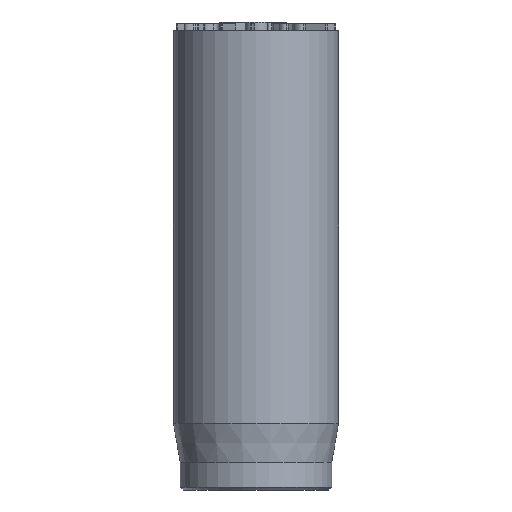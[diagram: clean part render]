
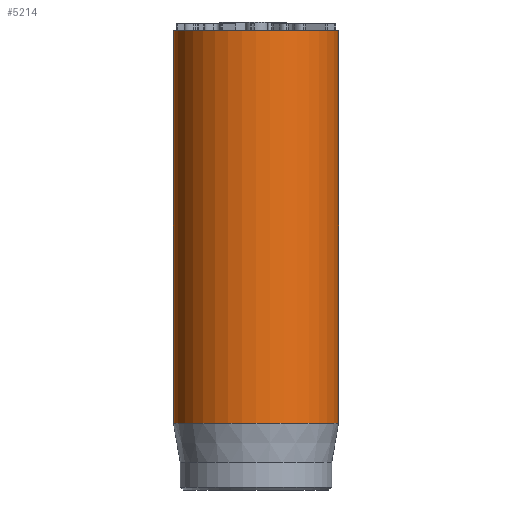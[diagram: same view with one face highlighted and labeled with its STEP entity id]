
A CAD part, front view. The second image highlights one B-rep face of the part: STEP entity #5214.
In plain terms, the highlighted cylindrical face has radius 3 mm (diameter 6 mm), a full revolution.
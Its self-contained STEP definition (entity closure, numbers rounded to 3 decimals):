
#36=CYLINDRICAL_SURFACE('',#5435,3.);
#48=CIRCLE('',#5405,3.);
#64=CIRCLE('',#5433,3.);
#65=CIRCLE('',#5434,3.);
#878=FACE_OUTER_BOUND('',#1190,.T.);
#1190=EDGE_LOOP('',(#4599,#4600,#4601,#4602,#4603));
#1561=LINE('',#9496,#1950);
#1950=VECTOR('',#5987,3.);
#2438=VERTEX_POINT('',#9438);
#2454=VERTEX_POINT('',#9490);
#2455=VERTEX_POINT('',#9491);
#3160=EDGE_CURVE('',#2438,#2438,#48,.T.);
#3184=EDGE_CURVE('',#2454,#2455,#64,.T.);
#3185=EDGE_CURVE('',#2455,#2454,#65,.T.);
#3187=EDGE_CURVE('',#2438,#2454,#1561,.T.);
#4599=ORIENTED_EDGE('',*,*,#3160,.T.);
#4600=ORIENTED_EDGE('',*,*,#3187,.T.);
#4601=ORIENTED_EDGE('',*,*,#3184,.T.);
#4602=ORIENTED_EDGE('',*,*,#3185,.T.);
#4603=ORIENTED_EDGE('',*,*,#3187,.F.);
#5214=ADVANCED_FACE('',(#878),#36,.T.);
#5405=AXIS2_PLACEMENT_3D('',#9439,#5916,#5917);
#5433=AXIS2_PLACEMENT_3D('',#9492,#5980,#5981);
#5434=AXIS2_PLACEMENT_3D('',#9493,#5982,#5983);
#5435=AXIS2_PLACEMENT_3D('',#9495,#5985,#5986);
#5916=DIRECTION('center_axis',(0.,0.,-1.));
#5917=DIRECTION('ref_axis',(-1.,0.,0.));
#5980=DIRECTION('center_axis',(0.,0.,1.));
#5981=DIRECTION('ref_axis',(-1.,0.,0.));
#5982=DIRECTION('center_axis',(0.,0.,1.));
#5983=DIRECTION('ref_axis',(-1.,0.,0.));
#5985=DIRECTION('center_axis',(0.,0.,1.));
#5986=DIRECTION('ref_axis',(-1.,0.,0.));
#5987=DIRECTION('',(0.,0.,-1.));
#9438=CARTESIAN_POINT('',(3.,0.,16.7));
#9439=CARTESIAN_POINT('Origin',(0.,0.,16.7));
#9490=CARTESIAN_POINT('',(3.,0.,2.418));
#9491=CARTESIAN_POINT('',(-3.,0.,2.418));
#9492=CARTESIAN_POINT('Origin',(0.,0.,2.418));
#9493=CARTESIAN_POINT('Origin',(0.,0.,2.418));
#9495=CARTESIAN_POINT('Origin',(0.,0.,0.));
#9496=CARTESIAN_POINT('',(3.,0.,0.));
